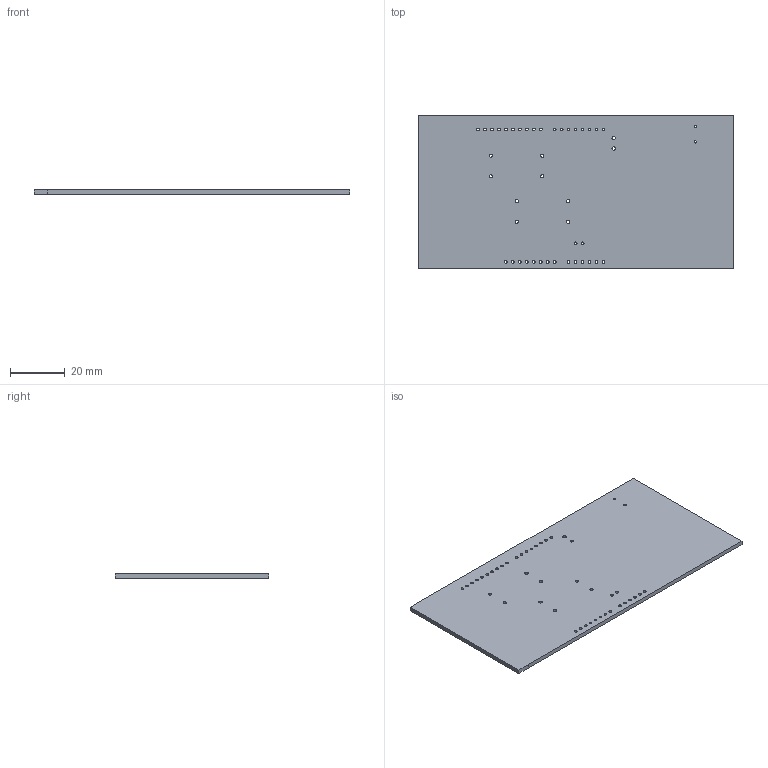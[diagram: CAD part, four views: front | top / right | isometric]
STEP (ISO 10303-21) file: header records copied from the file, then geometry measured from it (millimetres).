
FILE_DESCRIPTION(('KiCad electronic assembly'),'2;1');
FILE_NAME('MHz_LED_Modulator_v2.stp','2018-07-07T00:47:05',('An Author') ,('A Company'),'Open CASCADE STEP processor 6.8', 'KiCad to STEP converter','Unknown');
FILE_SCHEMA(('AUTOMOTIVE_DESIGN_CC2 { 1 2 10303 214 -1 1 5 4 }'));
Length unit declared in the file: millimetre
Products named in the file (2): Open CASCADE STEP translator 6.8 1; COMPOUND
Assembly tree (1 placements, depth 2):
  Open CASCADE STEP translator 6.8 1
    COMPOUND
Bounding box: 115 x 56 x 1.6 mm (x, y, z)
Volume: 10240.3 mm3; surface area: 13589.4 mm2
Topology: 1 solids, 1 shells, 54 faces, 156 edges, 104 vertices
Faces by surface type: cylinder 46, plane 8
Full cylindrical faces by diameter (mm): 0.8 x2, 1 x2, 1.016 x32, 1.199 x2, 1.2 x8
Entity records: 4367 total; most frequent: CARTESIAN_POINT 1180, DIRECTION 580, ORIENTED_EDGE 312, PCURVE 312, DEFINITIONAL_REPRESENTATION 312, LINE 284, VECTOR 284, EDGE_CURVE 156
